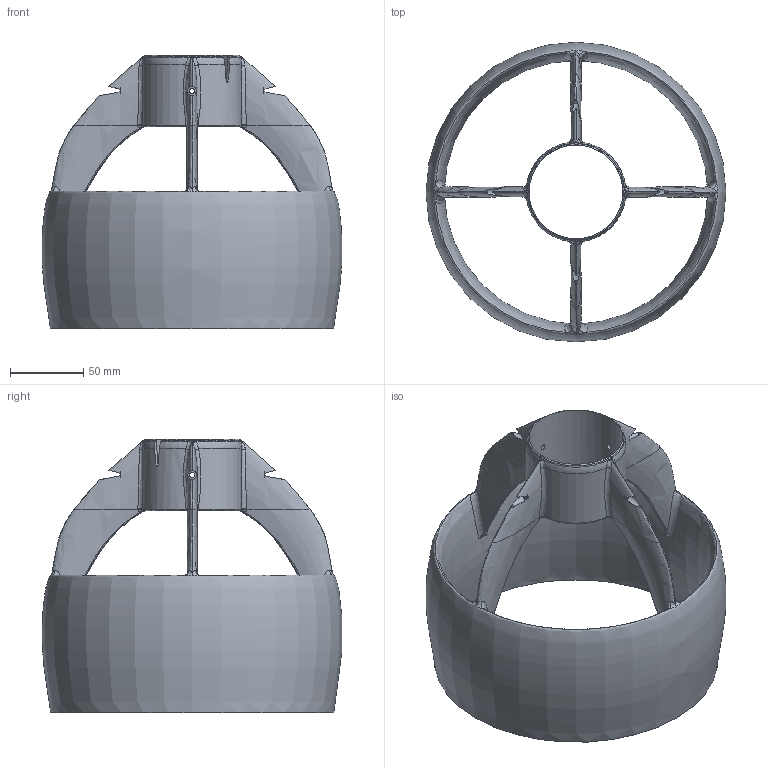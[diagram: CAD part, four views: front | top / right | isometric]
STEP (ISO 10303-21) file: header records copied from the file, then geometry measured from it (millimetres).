
FILE_DESCRIPTION(/* description */ ('Unknown'),/* implementation_level */ '2;1');
FILE_NAME(/* name */ 'FK_6384_protectionduct',/* time_stamp */ '2023-02-09T00:10:52+01:00',/* author */ ('Unknown'),/* organization */ ('Unknown'),/* preprocessor_version */ 'ST-DEVELOPER v18.1',/* originating_system */ 'Solid Edge',/* authorisation */ 'Unknown');
FILE_SCHEMA (('AUTOMOTIVE_DESIGN {1 0 10303 214 3 1 1}'));
Length unit declared in the file: millimetre
Products named in the file (1): duct
Bounding box: 204.56 x 204.28 x 186.57 mm (x, y, z)
Volume: 584374.7 mm3; surface area: 161624.4 mm2
Topology: 1 solids, 1 shells, 204 faces, 550 edges, 342 vertices
Faces by surface type: bspline 142, cylinder 23, plane 17, torus 16, cone 6
Full cylindrical faces by diameter (mm): 1.5 x4, 3.6 x4, 64 x1
Entity records: 19394 total; most frequent: CARTESIAN_POINT 15872, ORIENTED_EDGE 1058, EDGE_CURVE 529, B_SPLINE_CURVE_WITH_KNOTS 396, VERTEX_POINT 331, DIRECTION 254, EDGE_LOOP 226, FACE_BOUND 226
